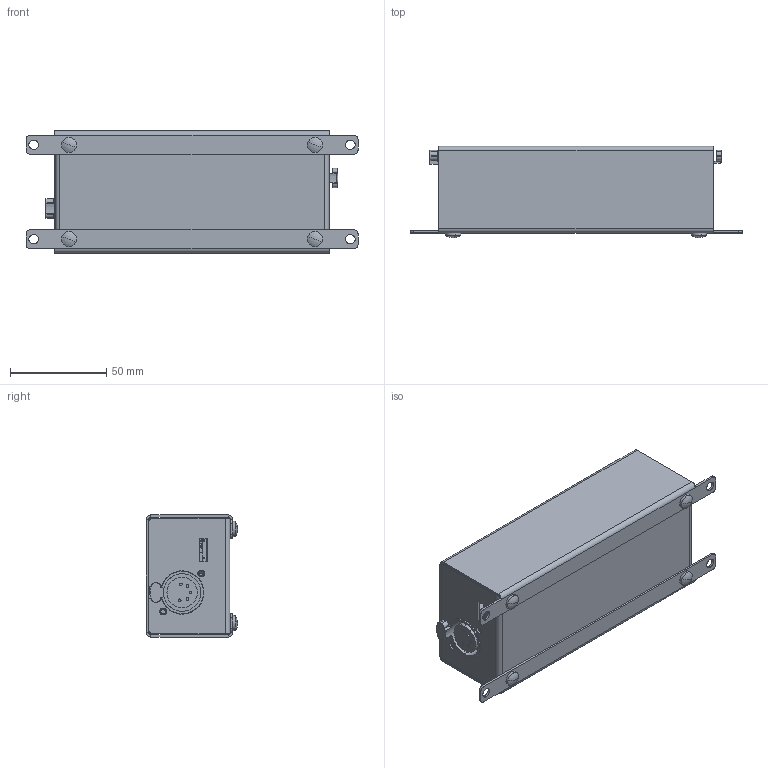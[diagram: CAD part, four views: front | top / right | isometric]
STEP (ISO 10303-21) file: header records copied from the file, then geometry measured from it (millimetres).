
FILE_DESCRIPTION (( 'STEP AP203' ), '1' );
FILE_NAME ('Capybara.STEP', '2017-04-26T15:10:20', ( '' ), ( '' ), 'SwSTEP 2.0', 'SolidWorks 2017', '' );
FILE_SCHEMA (( 'CONFIG_CONTROL_DESIGN' ));
Length unit declared in the file: millimetre
Products named in the file (154): R46 DDS507A; R4 DDS507A; MEC324.02.01 Coperchio scatola Capybara; R51 DDS507A; R59 DDS507A; CN11 DDS507A; C13 DDS507A; D102 DDS507A; R1 DDS507A; R63 DDS507A; Q2 DDS507A; DDS507A; R41 DDS507A; C28 DDS507A; C24 DDS507A; L3 DDS507A; D100 DDS507A; L1 DDS507A; R3 DDS507A; R34 DDS507A; SR-4060B a; LD3 DDS507A; L4 DDS507A; R7 DDS507A; Q1 DDS507A; R16 DDS507A; R31 DDS507A; C29 DDS507A; R56 DDS507A; C27 DDS507A; C15 DDS507A; R22 DDS507A; R61 DDS507A; D7 DDS507A; X2 DDS507A; R42 DDS507A; U3 DDS507A; D-NE8FBH-S; C1 DDS507A; LD1 DDS507A ...
Assembly tree (162 placements, depth 3):
  Capybara
    MEC324.01.01 Base scatola Capybara
    MEC324.02.01 Coperchio scatola Capybara
    DDS507A
      BOARD DDS507A
      Plating DDS507A
      C15 DDS507A
      R1 DDS507A
      R25 DDS507A
      R46 DDS507A
      C26 DDS507A
      R57 DDS507A
      LD4 DDS507A
      U4 DDS507A
      R34 DDS507A
      C21 DDS507A
      R26 DDS507A
      D2 DDS507A
      TRASF1 DDS507A
      C14 DDS507A
      R35 DDS507A
      L4 DDS507A
      U5 DDS507A
      C20 DDS507A
      C29 DDS507A
      LD3 DDS507A
      C10 DDS507A
      R2 DDS507A
      R10 DDS507A
      C30 DDS507A
      C6 DDS507A
      C18 DDS507A
      L2 DDS507A
      C3 DDS507A
      Q1 DDS507A
      R53 DDS507A
      R61 DDS507A
      U3 DDS507A
      R7 DDS507A
      C22 DDS507A
      C8 DDS507A
      R48 DDS507A
      R51 DDS507A
      R22 DDS507A
      R8 DDS507A
      C24 DDS507A
      C16 DDS507A
      R24 DDS507A
      L1 DDS507A
      C19 DDS507A
      R45 DDS507A
      R12 DDS507A
      R4 DDS507A
      Q2 DDS507A
      R60 DDS507A
      R13 DDS507A
      D1 DDS507A
      C28 DDS507A
      SW1 DDS507A
      C17 DDS507A
Bounding box: 172.4 x 47.43 x 63.4 mm (x, y, z)
Volume: 89331.2 mm3; surface area: 120230.7 mm2
Topology: 253 solids, 253 shells, 4786 faces, 11551 edges, 7480 vertices
Faces by surface type: plane 3582, cylinder 1048, cone 80, bspline 54, torus 12, sphere 10
Entity records: 148140 total; most frequent: CARTESIAN_POINT 24767, DIRECTION 21758, ORIENTED_EDGE 21532, EDGE_CURVE 10766, VECTOR 8762, LINE 8762, VERTEX_POINT 7001, AXIS2_PLACEMENT_3D 6498
